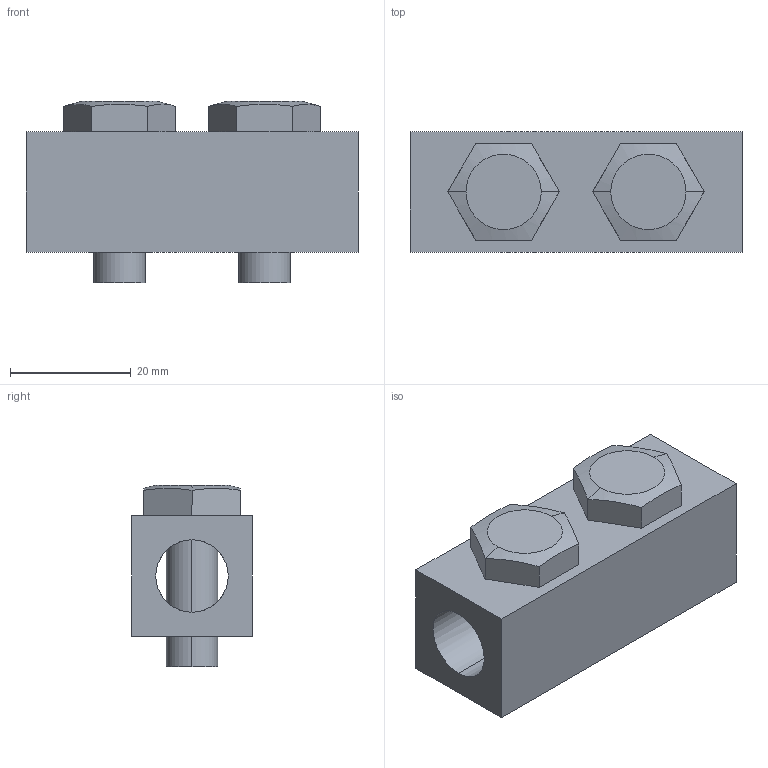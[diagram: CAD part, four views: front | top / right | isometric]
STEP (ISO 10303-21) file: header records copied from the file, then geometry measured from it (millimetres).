
FILE_DESCRIPTION((''),'2;1');
FILE_NAME('00_042_3.stp','2002-11-27T20:53:10',('Branislav Petkovic'),('AZ Pneumatica'),'AutoCAD STEP 2000i','AutoCAD 2000i','Via J. F. Kennedy, 26, 20020 Misinto (MI), ITALY');
FILE_SCHEMA(('CONFIG_CONTROL_DESIGN'));
Length unit declared in the file: millimetre
Products named in the file (3): 00_042_3; PART1; PART2
Assembly tree (3 placements, depth 2):
  00_042_3
    PART1
    PART2  x2
Bounding box: 55 x 20 x 30 mm (x, y, z)
Surface area: 9775.5 mm2 (no closed solid volume)
Topology: 0 solids, 3 shells, 42 faces, 106 edges, 68 vertices
Faces by surface type: plane 24, cylinder 14, cone 4
Entity records: 1291 total; most frequent: CARTESIAN_POINT 441, ORIENTED_EDGE 156, DIRECTION 144, EDGE_CURVE 78, AXIS2_PLACEMENT_3D 51, VERTEX_POINT 50, VECTOR 42, LINE 42
